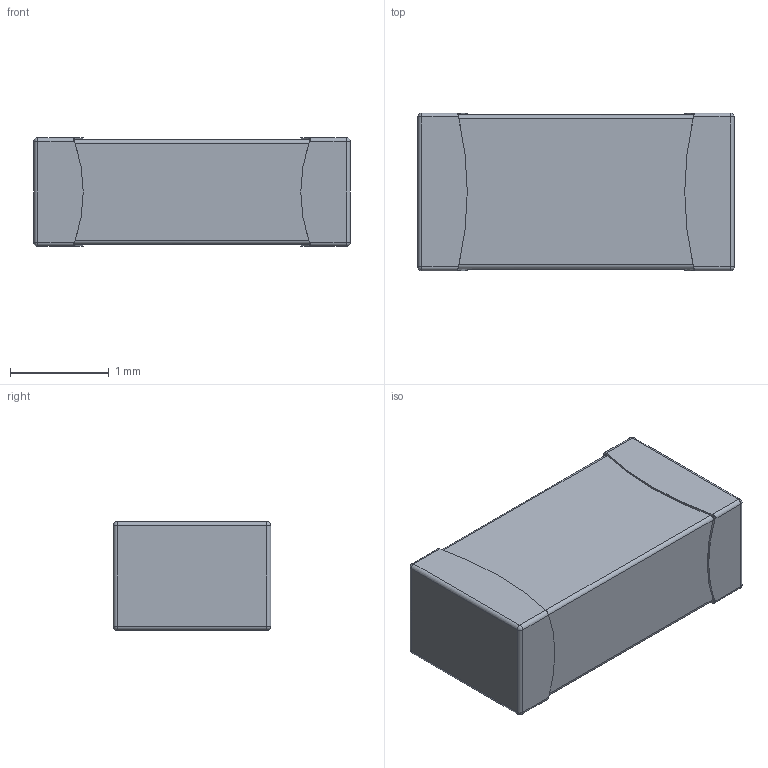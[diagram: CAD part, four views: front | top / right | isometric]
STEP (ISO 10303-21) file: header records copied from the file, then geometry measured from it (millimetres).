
FILE_DESCRIPTION (( 'STEP AP214' ), '1' );
FILE_NAME ('L1206_L3.2-W1.6-H1.1.step', '2022-07-09T01:23:28', ( '' ), ( '' ), 'SwSTEP 2.0', 'SolidWorks 2020', '' );
FILE_SCHEMA (( 'AUTOMOTIVE_DESIGN' ));
Length unit declared in the file: millimetre
Products named in the file (1): L1206_L3.2-W1.6-H1.1
Bounding box: 3.2 x 1.6 x 1.1 mm (x, y, z)
Volume: 5.4 mm3; surface area: 20.3 mm2
Topology: 1 solids, 1 shells, 349 faces, 947 edges, 618 vertices
Faces by surface type: plane 201, bspline 112, cylinder 28, sphere 8
Entity records: 15303 total; most frequent: CARTESIAN_POINT 4251, ORIENTED_EDGE 1878, DIRECTION 1203, EDGE_CURVE 939, VERTEX_POINT 618, LINE 615, VECTOR 615, EDGE_LOOP 375
